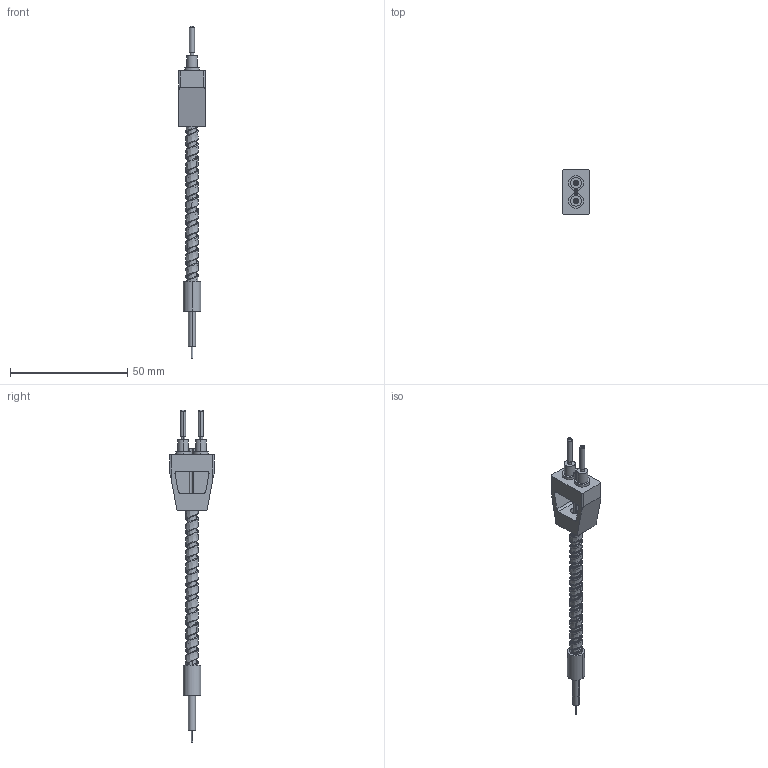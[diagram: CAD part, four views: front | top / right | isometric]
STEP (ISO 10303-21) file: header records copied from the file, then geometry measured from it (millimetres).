
FILE_DESCRIPTION((''),'2;1');
FILE_NAME('192780_ASM','2016-02-09T',('pdmadmin'),(''),'PRO/ENGINEER BY PARAMETRIC TECHNOLOGY CORPORATION, 2013230','PRO/ENGINEER BY PARAMETRIC TECHNOLOGY CORPORATION, 2013230','');
FILE_SCHEMA(('CONFIG_CONTROL_DESIGN'));
Length unit declared in the file: inch
Products named in the file (9): 39190; 30800; 15498; 40197; 39365; 39613; FIBER_CORE_-25_010; 40427_ASM; 192780_ASM
Assembly tree (11 placements, depth 3):
  192780_ASM
    40427_ASM
      39190
      30800  x2
      15498
      40197
      39365  x2
      39613
      FIBER_CORE_-25_010  x2
Bounding box: 11.43 x 19.05 x 141.35 mm (x, y, z)
Volume: 4529.1 mm3; surface area: 7867.7 mm2
Topology: 10 solids, 12 shells, 638 faces, 1679 edges, 1086 vertices
Faces by surface type: plane 304, cylinder 232, bspline 70, cone 28, torus 4
Entity records: 32177 total; most frequent: CARTESIAN_POINT 17147, ORIENTED_EDGE 3154, DIRECTION 3041, EDGE_CURVE 1579, VECTOR 1063, LINE 1063, VERTEX_POINT 1026, AXIS2_PLACEMENT_3D 989
